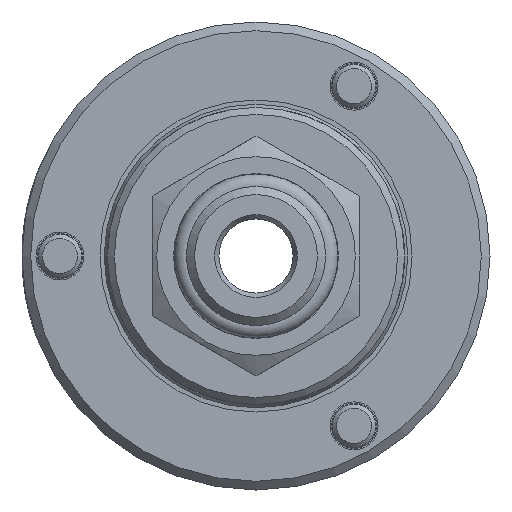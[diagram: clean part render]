
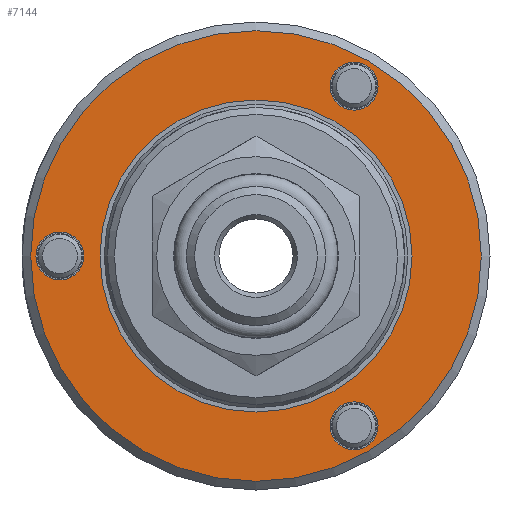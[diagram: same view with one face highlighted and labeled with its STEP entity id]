
A CAD part, left-side view. The second image highlights one B-rep face of the part: STEP entity #7144.
In plain terms, the highlighted planar face has unit normal (-1, 0, 0).
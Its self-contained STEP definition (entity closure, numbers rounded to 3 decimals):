
#305=PLANE('',#7601);
#436=FACE_BOUND('',#2154,.T.);
#437=FACE_BOUND('',#2155,.T.);
#438=FACE_BOUND('',#2156,.T.);
#439=FACE_BOUND('',#2157,.T.);
#1731=FACE_OUTER_BOUND('',#2153,.T.);
#2153=EDGE_LOOP('',(#4852));
#2154=EDGE_LOOP('',(#4853,#4854));
#2155=EDGE_LOOP('',(#4855,#4856));
#2156=EDGE_LOOP('',(#4857,#4858));
#2157=EDGE_LOOP('',(#4859,#4860));
#2622=CIRCLE('',#7599,17.9);
#2623=CIRCLE('',#7600,17.9);
#2624=CIRCLE('',#7602,25.85);
#2625=CIRCLE('',#7603,2.75);
#2626=CIRCLE('',#7604,2.75);
#2627=CIRCLE('',#7605,2.75);
#2628=CIRCLE('',#7606,2.75);
#2629=CIRCLE('',#7607,2.75);
#2630=CIRCLE('',#7608,2.75);
#2926=VERTEX_POINT('',#10191);
#2927=VERTEX_POINT('',#10192);
#2928=VERTEX_POINT('',#10197);
#2929=VERTEX_POINT('',#10199);
#2930=VERTEX_POINT('',#10200);
#2931=VERTEX_POINT('',#10203);
#2932=VERTEX_POINT('',#10204);
#2933=VERTEX_POINT('',#10207);
#2934=VERTEX_POINT('',#10208);
#3695=EDGE_CURVE('',#2926,#2927,#2622,.T.);
#3696=EDGE_CURVE('',#2927,#2926,#2623,.T.);
#3698=EDGE_CURVE('',#2928,#2928,#2624,.T.);
#3699=EDGE_CURVE('',#2929,#2930,#2625,.T.);
#3700=EDGE_CURVE('',#2930,#2929,#2626,.T.);
#3701=EDGE_CURVE('',#2931,#2932,#2627,.T.);
#3702=EDGE_CURVE('',#2932,#2931,#2628,.T.);
#3703=EDGE_CURVE('',#2933,#2934,#2629,.T.);
#3704=EDGE_CURVE('',#2934,#2933,#2630,.T.);
#4852=ORIENTED_EDGE('',*,*,#3698,.F.);
#4853=ORIENTED_EDGE('',*,*,#3699,.T.);
#4854=ORIENTED_EDGE('',*,*,#3700,.T.);
#4855=ORIENTED_EDGE('',*,*,#3701,.T.);
#4856=ORIENTED_EDGE('',*,*,#3702,.T.);
#4857=ORIENTED_EDGE('',*,*,#3703,.T.);
#4858=ORIENTED_EDGE('',*,*,#3704,.T.);
#4859=ORIENTED_EDGE('',*,*,#3695,.T.);
#4860=ORIENTED_EDGE('',*,*,#3696,.T.);
#7144=ADVANCED_FACE('',(#1731,#436,#437,#438,#439),#305,.T.);
#7599=AXIS2_PLACEMENT_3D('',#10193,#8212,#8213);
#7600=AXIS2_PLACEMENT_3D('',#10194,#8214,#8215);
#7601=AXIS2_PLACEMENT_3D('',#10196,#8217,#8218);
#7602=AXIS2_PLACEMENT_3D('',#10198,#8219,#8220);
#7603=AXIS2_PLACEMENT_3D('',#10201,#8221,#8222);
#7604=AXIS2_PLACEMENT_3D('',#10202,#8223,#8224);
#7605=AXIS2_PLACEMENT_3D('',#10205,#8225,#8226);
#7606=AXIS2_PLACEMENT_3D('',#10206,#8227,#8228);
#7607=AXIS2_PLACEMENT_3D('',#10209,#8229,#8230);
#7608=AXIS2_PLACEMENT_3D('',#10210,#8231,#8232);
#8212=DIRECTION('center_axis',(1.,0.,0.));
#8213=DIRECTION('ref_axis',(0.,1.,0.));
#8214=DIRECTION('center_axis',(1.,0.,0.));
#8215=DIRECTION('ref_axis',(0.,1.,0.));
#8217=DIRECTION('center_axis',(-1.,0.,0.));
#8218=DIRECTION('ref_axis',(0.,0.,1.));
#8219=DIRECTION('center_axis',(1.,0.,0.));
#8220=DIRECTION('ref_axis',(0.,-1.,0.));
#8221=DIRECTION('center_axis',(1.,0.,0.));
#8222=DIRECTION('ref_axis',(0.,0.,1.));
#8223=DIRECTION('center_axis',(1.,0.,0.));
#8224=DIRECTION('ref_axis',(0.,0.,1.));
#8225=DIRECTION('center_axis',(1.,0.,0.));
#8226=DIRECTION('ref_axis',(0.,-0.866,-0.5));
#8227=DIRECTION('center_axis',(1.,0.,0.));
#8228=DIRECTION('ref_axis',(0.,-0.866,-0.5));
#8229=DIRECTION('center_axis',(1.,0.,0.));
#8230=DIRECTION('ref_axis',(0.,0.866,-0.5));
#8231=DIRECTION('center_axis',(1.,0.,0.));
#8232=DIRECTION('ref_axis',(0.,0.866,-0.5));
#10191=CARTESIAN_POINT('',(5.1,17.9,0.));
#10192=CARTESIAN_POINT('',(5.1,-17.9,0.));
#10193=CARTESIAN_POINT('Origin',(5.1,0.,0.));
#10194=CARTESIAN_POINT('Origin',(5.1,0.,0.));
#10196=CARTESIAN_POINT('Origin',(5.1,21.054,0.));
#10197=CARTESIAN_POINT('',(5.1,25.85,0.));
#10198=CARTESIAN_POINT('Origin',(5.1,0.,0.));
#10199=CARTESIAN_POINT('',(5.1,22.5,2.75));
#10200=CARTESIAN_POINT('',(5.1,22.5,-2.75));
#10201=CARTESIAN_POINT('Origin',(5.1,22.5,0.));
#10202=CARTESIAN_POINT('Origin',(5.1,22.5,0.));
#10203=CARTESIAN_POINT('',(5.1,-13.632,18.111));
#10204=CARTESIAN_POINT('',(5.1,-8.868,20.861));
#10205=CARTESIAN_POINT('Origin',(5.1,-11.25,19.486));
#10206=CARTESIAN_POINT('Origin',(5.1,-11.25,19.486));
#10207=CARTESIAN_POINT('',(5.1,-8.868,-20.861));
#10208=CARTESIAN_POINT('',(5.1,-13.632,-18.111));
#10209=CARTESIAN_POINT('Origin',(5.1,-11.25,-19.486));
#10210=CARTESIAN_POINT('Origin',(5.1,-11.25,-19.486));
